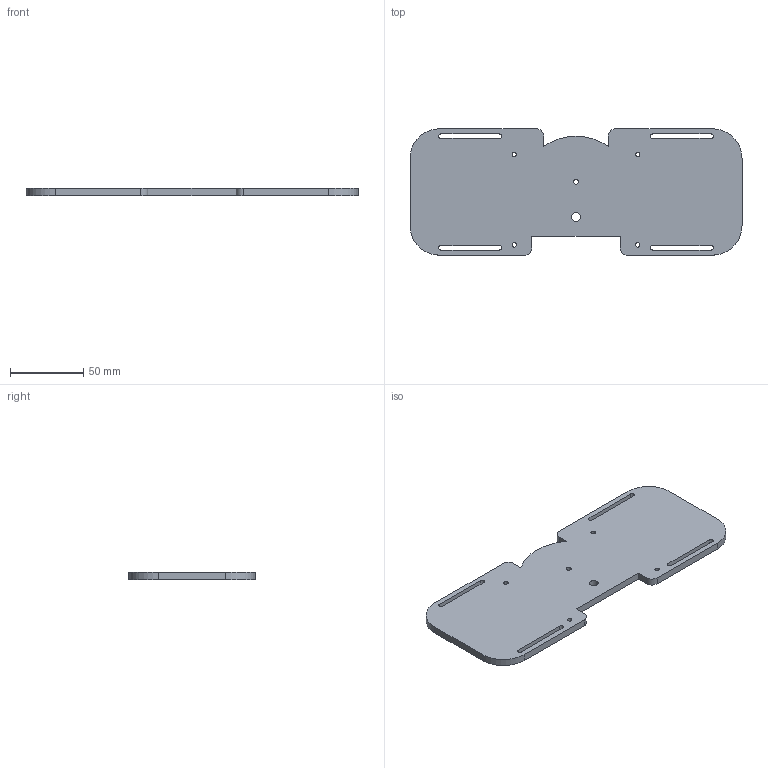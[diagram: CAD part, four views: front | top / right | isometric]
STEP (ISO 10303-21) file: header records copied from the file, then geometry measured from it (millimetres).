
FILE_DESCRIPTION(('FreeCAD Model'),'2;1');
FILE_NAME('Open CASCADE Shape Model','2024-08-13T08:58:49',('Author'),( ''),'Open CASCADE STEP processor 7.6','FreeCAD','Unknown');
FILE_SCHEMA(('AUTOMOTIVE_DESIGN { 1 0 10303 214 1 1 1 1 }'));
Length unit declared in the file: millimetre
Products named in the file (1): 5_Robot_Link1_Low1_supportLeftRightmotor_1_unit
Bounding box: 226 x 86.01 x 5 mm (x, y, z)
Volume: 86749.1 mm3; surface area: 40195.6 mm2
Topology: 1 solids, 1 shells, 52 faces, 138 edges, 92 vertices
Faces by surface type: cylinder 27, plane 25
Full cylindrical faces by diameter (mm): 3 x4, 3.4 x1, 6 x1, 7 x4
Entity records: 1698 total; most frequent: DIRECTION 298, CARTESIAN_POINT 283, ORIENTED_EDGE 276, EDGE_CURVE 138, AXIS2_PLACEMENT_3D 107, VERTEX_POINT 92, LINE 84, VECTOR 84
